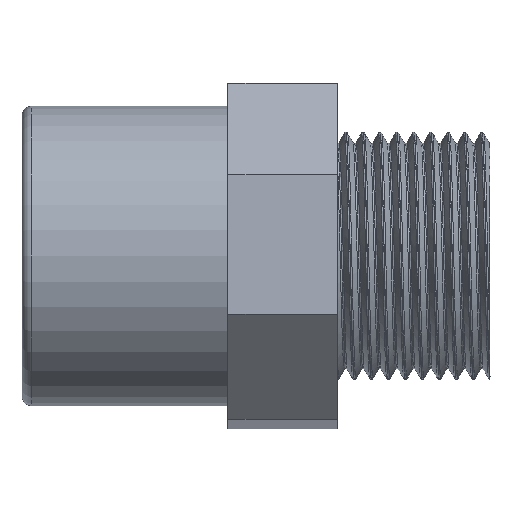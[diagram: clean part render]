
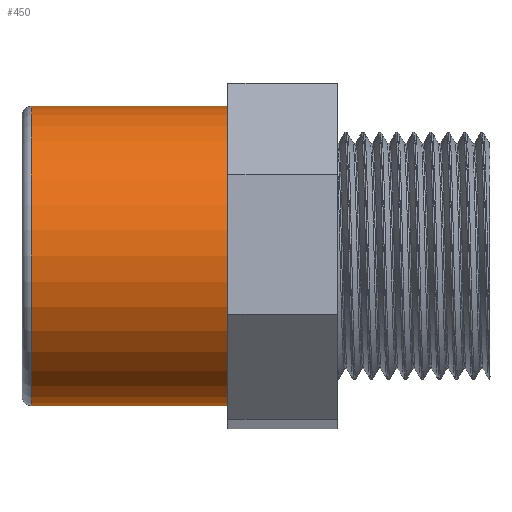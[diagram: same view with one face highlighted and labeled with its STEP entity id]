
A CAD part, front view. The second image highlights one B-rep face of the part: STEP entity #450.
In plain terms, the highlighted cylindrical face has radius 16 mm (diameter 32 mm), a full revolution.
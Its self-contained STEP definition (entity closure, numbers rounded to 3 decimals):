
#91=CYLINDRICAL_SURFACE('',#489,16.);
#117=FACE_BOUND('',#169,.T.);
#133=FACE_OUTER_BOUND('',#168,.T.);
#168=EDGE_LOOP('',(#334));
#169=EDGE_LOOP('',(#335));
#211=CIRCLE('',#488,16.);
#212=CIRCLE('',#490,16.);
#227=VERTEX_POINT('',#642);
#228=VERTEX_POINT('',#645);
#271=EDGE_CURVE('',#227,#227,#211,.T.);
#272=EDGE_CURVE('',#228,#228,#212,.T.);
#334=ORIENTED_EDGE('',*,*,#272,.T.);
#335=ORIENTED_EDGE('',*,*,#271,.F.);
#450=ADVANCED_FACE('',(#133,#117),#91,.T.);
#488=AXIS2_PLACEMENT_3D('',#643,#539,#540);
#489=AXIS2_PLACEMENT_3D('',#644,#541,#542);
#490=AXIS2_PLACEMENT_3D('',#646,#543,#544);
#539=DIRECTION('center_axis',(-1.,0.,0.));
#540=DIRECTION('ref_axis',(0.,1.,0.));
#541=DIRECTION('center_axis',(-1.,0.,0.));
#542=DIRECTION('ref_axis',(0.,-1.,0.));
#543=DIRECTION('center_axis',(-1.,0.,0.));
#544=DIRECTION('ref_axis',(0.,0.,1.));
#642=CARTESIAN_POINT('',(1.,-16.,0.));
#643=CARTESIAN_POINT('Origin',(1.,0.,0.));
#644=CARTESIAN_POINT('Origin',(11.,0.,0.));
#645=CARTESIAN_POINT('',(22.,-16.,0.));
#646=CARTESIAN_POINT('Origin',(22.,0.,0.));
